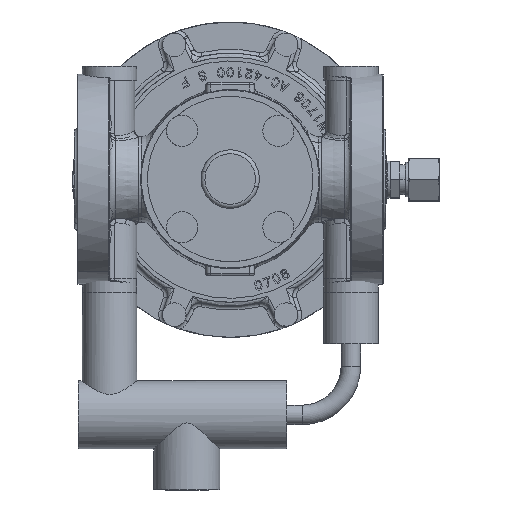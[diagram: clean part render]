
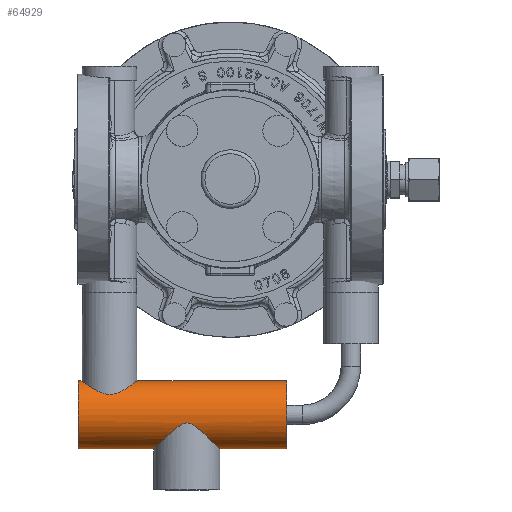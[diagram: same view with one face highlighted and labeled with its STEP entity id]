
A CAD part, top view. The second image highlights one B-rep face of the part: STEP entity #64929.
In plain terms, the highlighted cylindrical face has radius 17.5 mm (diameter 35 mm), a partial arc.
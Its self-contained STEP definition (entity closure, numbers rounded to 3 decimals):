
#64795=CARTESIAN_POINT('Axis2P3D Location',(-104.45,-121.,0.)) ;
#64800=CARTESIAN_POINT('Line Origine',(-104.45,-138.5,0.)) ;
#64804=CARTESIAN_POINT('Vertex',(-85.25,-138.5,0.)) ;
#64806=CARTESIAN_POINT('Vertex',(-50.95,-138.5,0.)) ;
#64809=CARTESIAN_POINT('Axis2P3D Location',(-50.95,-121.,0.)) ;
#64813=CARTESIAN_POINT('Vertex',(-50.95,-103.5,0.)) ;
#64816=CARTESIAN_POINT('Line Origine',(-104.45,-103.5,0.)) ;
#64820=CARTESIAN_POINT('Vertex',(-128.,-103.5,0.)) ;
#64824=CARTESIAN_POINT('Control Point',(-128.,-103.5,0.)) ;
#64825=CARTESIAN_POINT('Control Point',(-128.,-103.5,1.338)) ;
#64826=CARTESIAN_POINT('Control Point',(-128.16,-103.628,2.677)) ;
#64827=CARTESIAN_POINT('Control Point',(-128.48,-103.884,3.971)) ;
#64828=CARTESIAN_POINT('Control Point',(-129.326,-104.551,6.231)) ;
#64829=CARTESIAN_POINT('Control Point',(-130.569,-105.486,8.187)) ;
#64830=CARTESIAN_POINT('Control Point',(-131.216,-105.96,9.017)) ;
#64831=CARTESIAN_POINT('Control Point',(-132.536,-106.89,10.427)) ;
#64832=CARTESIAN_POINT('Control Point',(-134.06,-107.854,11.582)) ;
#64833=CARTESIAN_POINT('Control Point',(-134.81,-108.298,12.062)) ;
#64834=CARTESIAN_POINT('Control Point',(-136.363,-109.137,12.892)) ;
#64835=CARTESIAN_POINT('Control Point',(-138.084,-109.836,13.487)) ;
#64836=CARTESIAN_POINT('Control Point',(-138.972,-110.128,13.717)) ;
#64837=CARTESIAN_POINT('Control Point',(-140.598,-110.488,13.992)) ;
#64838=CARTESIAN_POINT('Control Point',(-142.279,-110.534,14.025)) ;
#64839=CARTESIAN_POINT('Control Point',(-142.999,-110.488,13.992)) ;
#64840=CARTESIAN_POINT('Control Point',(-144.727,-110.232,13.8)) ;
#64841=CARTESIAN_POINT('Control Point',(-146.349,-109.687,13.362)) ;
#64842=CARTESIAN_POINT('Control Point',(-147.26,-109.293,13.026)) ;
#64843=CARTESIAN_POINT('Control Point',(-149.112,-108.372,12.165)) ;
#64844=CARTESIAN_POINT('Control Point',(-150.746,-107.358,11.01)) ;
#64845=CARTESIAN_POINT('Control Point',(-151.565,-106.813,10.308)) ;
#64846=CARTESIAN_POINT('Control Point',(-153.203,-105.668,8.607)) ;
#64847=CARTESIAN_POINT('Control Point',(-154.488,-104.692,6.532)) ;
#64848=CARTESIAN_POINT('Control Point',(-155.066,-104.241,5.304)) ;
#64849=CARTESIAN_POINT('Control Point',(-155.653,-103.777,3.491)) ;
#64850=CARTESIAN_POINT('Control Point',(-155.925,-103.56,1.58)) ;
#64851=CARTESIAN_POINT('Control Point',(-155.975,-103.52,1.055)) ;
#64852=CARTESIAN_POINT('Control Point',(-156.,-103.5,0.528)) ;
#64853=CARTESIAN_POINT('Control Point',(-156.,-103.5,0.)) ;
#64854=CARTESIAN_POINT('Vertex',(-156.,-103.5,0.)) ;
#64857=CARTESIAN_POINT('Line Origine',(-104.45,-103.5,0.)) ;
#64861=CARTESIAN_POINT('Vertex',(-157.95,-103.5,0.)) ;
#64864=CARTESIAN_POINT('Axis2P3D Location',(-157.95,-121.,0.)) ;
#64868=CARTESIAN_POINT('Vertex',(-157.95,-138.5,0.)) ;
#64871=CARTESIAN_POINT('Line Origine',(-104.45,-138.5,0.)) ;
#64875=CARTESIAN_POINT('Vertex',(-119.25,-138.5,0.)) ;
#64879=CARTESIAN_POINT('Control Point',(-85.25,-138.5,0.)) ;
#64880=CARTESIAN_POINT('Control Point',(-85.25,-138.5,1.796)) ;
#64881=CARTESIAN_POINT('Control Point',(-85.487,-138.27,3.592)) ;
#64882=CARTESIAN_POINT('Control Point',(-85.962,-137.808,5.302)) ;
#64883=CARTESIAN_POINT('Control Point',(-86.999,-136.804,7.792)) ;
#64884=CARTESIAN_POINT('Control Point',(-88.389,-135.469,9.907)) ;
#64885=CARTESIAN_POINT('Control Point',(-88.944,-134.938,10.638)) ;
#64886=CARTESIAN_POINT('Control Point',(-90.347,-133.602,12.252)) ;
#64887=CARTESIAN_POINT('Control Point',(-91.915,-132.131,13.574)) ;
#64888=CARTESIAN_POINT('Control Point',(-92.867,-131.251,14.246)) ;
#64889=CARTESIAN_POINT('Control Point',(-94.482,-129.782,15.196)) ;
#64890=CARTESIAN_POINT('Control Point',(-96.211,-128.316,15.916)) ;
#64891=CARTESIAN_POINT('Control Point',(-96.882,-127.769,16.155)) ;
#64892=CARTESIAN_POINT('Control Point',(-97.829,-127.033,16.438)) ;
#64893=CARTESIAN_POINT('Control Point',(-98.84,-126.368,16.658)) ;
#64894=CARTESIAN_POINT('Control Point',(-99.104,-126.204,16.71)) ;
#64895=CARTESIAN_POINT('Control Point',(-99.756,-125.824,16.825)) ;
#64896=CARTESIAN_POINT('Control Point',(-100.446,-125.506,16.912)) ;
#64897=CARTESIAN_POINT('Control Point',(-100.868,-125.347,16.952)) ;
#64898=CARTESIAN_POINT('Control Point',(-101.702,-125.136,17.004)) ;
#64899=CARTESIAN_POINT('Control Point',(-102.561,-125.135,17.004)) ;
#64900=CARTESIAN_POINT('Control Point',(-102.965,-125.188,16.992)) ;
#64901=CARTESIAN_POINT('Control Point',(-103.916,-125.42,16.935)) ;
#64902=CARTESIAN_POINT('Control Point',(-104.799,-125.844,16.82)) ;
#64903=CARTESIAN_POINT('Control Point',(-105.29,-126.127,16.737)) ;
#64904=CARTESIAN_POINT('Control Point',(-106.323,-126.789,16.525)) ;
#64905=CARTESIAN_POINT('Control Point',(-107.292,-127.52,16.249)) ;
#64906=CARTESIAN_POINT('Control Point',(-107.801,-127.924,16.081)) ;
#64907=CARTESIAN_POINT('Control Point',(-109.227,-129.096,15.551)) ;
#64908=CARTESIAN_POINT('Control Point',(-110.573,-130.29,14.872)) ;
#64909=CARTESIAN_POINT('Control Point',(-111.416,-131.056,14.368)) ;
#64910=CARTESIAN_POINT('Control Point',(-113.353,-132.842,13.014)) ;
#64911=CARTESIAN_POINT('Control Point',(-115.096,-134.497,11.271)) ;
#64912=CARTESIAN_POINT('Control Point',(-116.029,-135.388,10.127)) ;
#64913=CARTESIAN_POINT('Control Point',(-117.622,-136.92,7.649)) ;
#64914=CARTESIAN_POINT('Control Point',(-118.697,-137.963,4.689)) ;
#64915=CARTESIAN_POINT('Control Point',(-119.066,-138.321,3.164)) ;
#64916=CARTESIAN_POINT('Control Point',(-119.25,-138.5,1.582)) ;
#64917=CARTESIAN_POINT('Control Point',(-119.25,-138.5,0.)) ;
#64796=DIRECTION('Axis2P3D Direction',(-1.,-0.,0.)) ;
#64797=DIRECTION('Axis2P3D XDirection',(0.,-1.,0.)) ;
#64801=DIRECTION('Vector Direction',(-1.,0.,0.)) ;
#64810=DIRECTION('Axis2P3D Direction',(-1.,-0.,0.)) ;
#64817=DIRECTION('Vector Direction',(-1.,0.,0.)) ;
#64858=DIRECTION('Vector Direction',(-1.,0.,0.)) ;
#64865=DIRECTION('Axis2P3D Direction',(-1.,-0.,0.)) ;
#64872=DIRECTION('Vector Direction',(-1.,0.,0.)) ;
#64798=AXIS2_PLACEMENT_3D('Cylinder Axis2P3D',#64795,#64796,#64797) ;
#64811=AXIS2_PLACEMENT_3D('Circle Axis2P3D',#64809,#64810,$) ;
#64866=AXIS2_PLACEMENT_3D('Circle Axis2P3D',#64864,#64865,$) ;
#64920=ORIENTED_EDGE('',*,*,#64808,.T.) ;
#64921=ORIENTED_EDGE('',*,*,#64815,.T.) ;
#64922=ORIENTED_EDGE('',*,*,#64822,.F.) ;
#64923=ORIENTED_EDGE('',*,*,#64856,.T.) ;
#64924=ORIENTED_EDGE('',*,*,#64863,.F.) ;
#64925=ORIENTED_EDGE('',*,*,#64870,.F.) ;
#64926=ORIENTED_EDGE('',*,*,#64877,.T.) ;
#64927=ORIENTED_EDGE('',*,*,#64918,.F.) ;
#64802=VECTOR('Line Direction',#64801,1.) ;
#64818=VECTOR('Line Direction',#64817,1.) ;
#64859=VECTOR('Line Direction',#64858,1.) ;
#64873=VECTOR('Line Direction',#64872,1.) ;
#64929=ADVANCED_FACE('Brep With Voids',(#64928),#64799,.T.) ;
#64823=B_SPLINE_CURVE_WITH_KNOTS('',5,(#64824,#64825,#64826,#64827,#64828,#64829,#64830,#64831,#64832,#64833,#64834,#64835,#64836,#64837,#64838,#64839,#64840,#64841,#64842,#64843,#64844,#64845,#64846,#64847,#64848,#64849,#64850,#64851,#64852,#64853),.UNSPECIFIED.,.F.,.U.,(6,3,3,3,3,3,3,3,3,6),(0.,9.483,17.608,24.619,31.381,36.47,43.78,52.294,62.29,66.029),.UNSPECIFIED.) ;
#64878=B_SPLINE_CURVE_WITH_KNOTS('',5,(#64879,#64880,#64881,#64882,#64883,#64884,#64885,#64886,#64887,#64888,#64889,#64890,#64891,#64892,#64893,#64894,#64895,#64896,#64897,#64898,#64899,#64900,#64901,#64902,#64903,#64904,#64905,#64906,#64907,#64908,#64909,#64910,#64911,#64912,#64913,#64914,#64915,#64916,#64917),.UNSPECIFIED.,.F.,.U.,(6,3,3,3,3,3,3,3,3,3,3,3,6),(0.,12.72,20.2,30.547,37.028,39.254,42.432,45.302,49.353,54.111,62.95,75.051,86.255),.UNSPECIFIED.) ;
#64812=CIRCLE('generated circle',#64811,17.5) ;
#64867=CIRCLE('generated circle',#64866,17.5) ;
#64799=CYLINDRICAL_SURFACE('generated cylinder',#64798,17.5) ;
#64808=EDGE_CURVE('',#64805,#64807,#64803,.F.) ;
#64815=EDGE_CURVE('',#64807,#64814,#64812,.T.) ;
#64822=EDGE_CURVE('',#64821,#64814,#64819,.F.) ;
#64856=EDGE_CURVE('',#64821,#64855,#64823,.T.) ;
#64863=EDGE_CURVE('',#64862,#64855,#64860,.F.) ;
#64870=EDGE_CURVE('',#64869,#64862,#64867,.T.) ;
#64877=EDGE_CURVE('',#64869,#64876,#64874,.F.) ;
#64918=EDGE_CURVE('',#64805,#64876,#64878,.T.) ;
#64919=EDGE_LOOP('',(#64920,#64921,#64922,#64923,#64924,#64925,#64926,#64927)) ;
#64928=FACE_OUTER_BOUND('',#64919,.T.) ;
#64803=LINE('Line',#64800,#64802) ;
#64819=LINE('Line',#64816,#64818) ;
#64860=LINE('Line',#64857,#64859) ;
#64874=LINE('Line',#64871,#64873) ;
#64805=VERTEX_POINT('',#64804) ;
#64807=VERTEX_POINT('',#64806) ;
#64814=VERTEX_POINT('',#64813) ;
#64821=VERTEX_POINT('',#64820) ;
#64855=VERTEX_POINT('',#64854) ;
#64862=VERTEX_POINT('',#64861) ;
#64869=VERTEX_POINT('',#64868) ;
#64876=VERTEX_POINT('',#64875) ;
